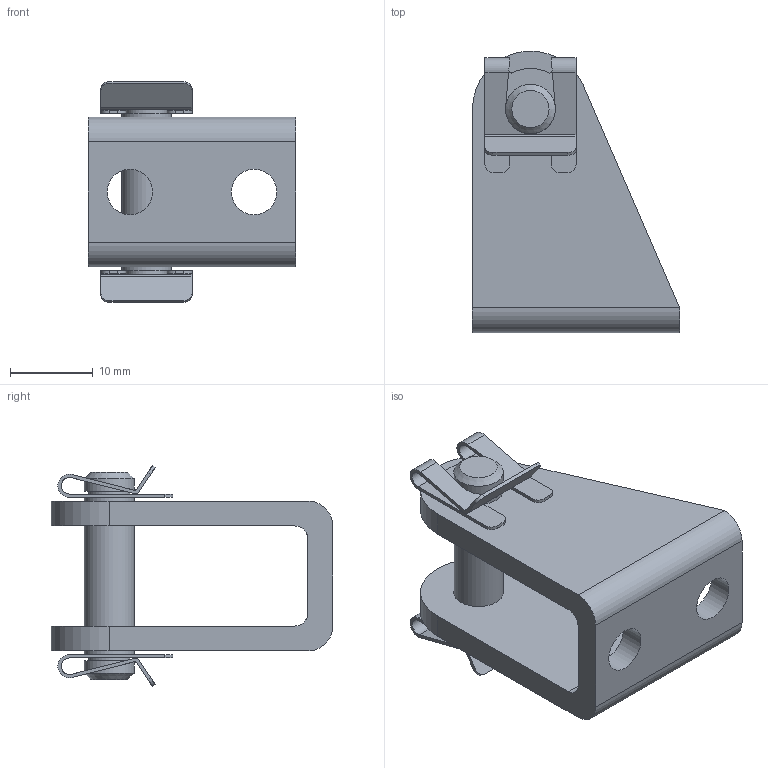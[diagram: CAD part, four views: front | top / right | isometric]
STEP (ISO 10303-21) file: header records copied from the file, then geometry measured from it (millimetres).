
FILE_DESCRIPTION(/* description */ ('STEP AP214'),/* implementation_level */ '2;1');
FILE_NAME(/* name */ '6058_LBN-12_16',/* time_stamp */ '2024-08-21T10:03:31+02:00',/* author */ ('License CC BY-ND 4.0'),/* organization */ ('CADENAS'),/* preprocessor_version */ 'ST-DEVELOPER v19.3',/* originating_system */ 'PARTsolutions',/* authorisation */ ' ');
FILE_SCHEMA (('AUTOMOTIVE_DESIGN {1 0 10303 214 3 1 1}'));
Length unit declared in the file: millimetre
Products named in the file (4): 6058 LBN-12_16; 6058 LBN-12_16---(L); 369446 BZ-06-019,0-AA (25); 209578 6 SXN 08 VERZINKT:SL
Assembly tree (4 placements, depth 2):
  6058 LBN-12_16
    6058 LBN-12_16---(L)
    369446 BZ-06-019,0-AA (25)
    209578 6 SXN 08 VERZINKT:SL  x2
Bounding box: 25 x 34 x 26.67 mm (x, y, z)
Volume: 5138.6 mm3; surface area: 5004.4 mm2
Topology: 4 solids, 4 shells, 101 faces, 277 edges, 184 vertices
Faces by surface type: cylinder 51, plane 48, cone 2
Full cylindrical faces by diameter (mm): 5 x2, 5.5 x2, 6 x5
Entity records: 2123 total; most frequent: DIRECTION 370, CARTESIAN_POINT 350, ORIENTED_EDGE 320, EDGE_CURVE 160, AXIS2_PLACEMENT_3D 140, VERTEX_POINT 112, LINE 90, VECTOR 90
